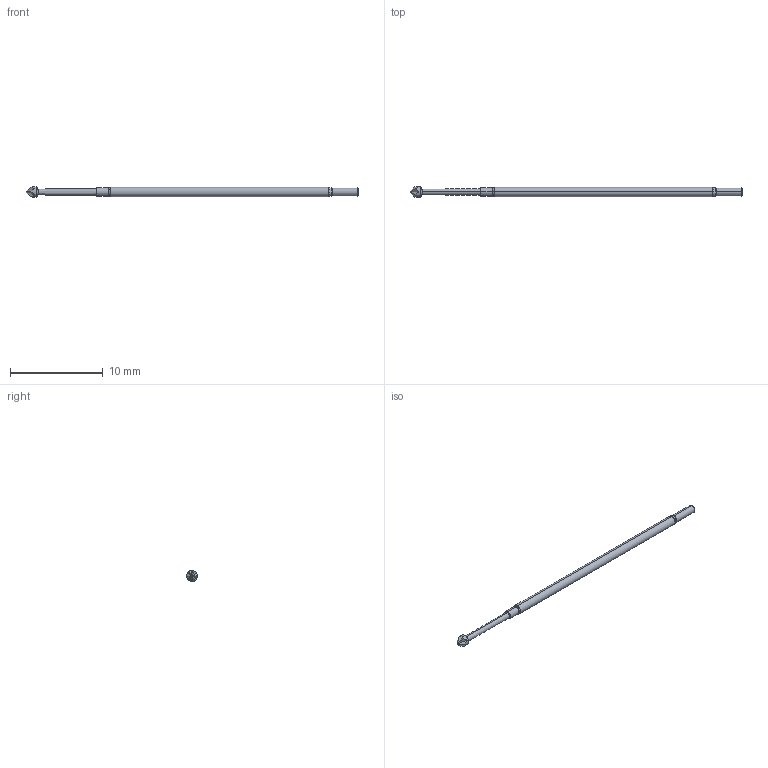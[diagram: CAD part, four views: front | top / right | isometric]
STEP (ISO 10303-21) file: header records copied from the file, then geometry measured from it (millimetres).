
FILE_DESCRIPTION (( 'STEP AP214' ), '1' );
FILE_NAME ('X50-PRP2506_.STEP', '2018-03-06T17:52:30', ( '' ), ( '' ), 'SwSTEP 2.0', 'SolidWorks 2017', '' );
FILE_SCHEMA (( 'AUTOMOTIVE_DESIGN' ));
Length unit declared in the file: inch
Products named in the file (1): X50-PRP2506_
Bounding box: 35.81 x 1.17 x 1.17 mm (x, y, z)
Volume: 25.1 mm3; surface area: 107 mm2
Topology: 1 solids, 1 shells, 49 faces, 114 edges, 68 vertices
Faces by surface type: bspline 18, cone 12, cylinder 8, torus 8, plane 3
Entity records: 4975 total; most frequent: CARTESIAN_POINT 3322, ORIENTED_EDGE 228, DIRECTION 160, EDGE_CURVE 114, AXIS2_PLACEMENT_3D 70, VERTEX_POINT 68, B_SPLINE_CURVE_WITH_KNOTS 56, UNCERTAINTY_MEASURE_WITH_UNIT 52
